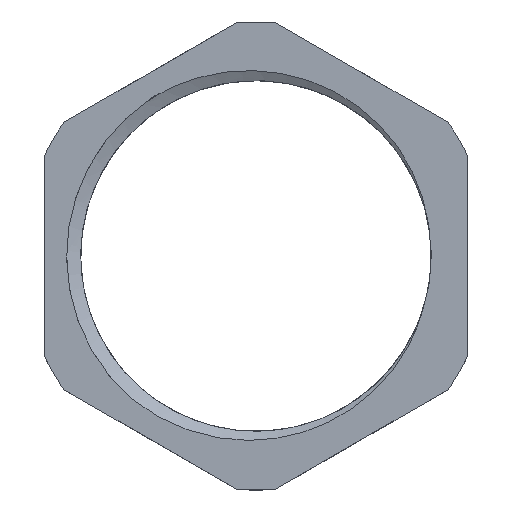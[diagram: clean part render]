
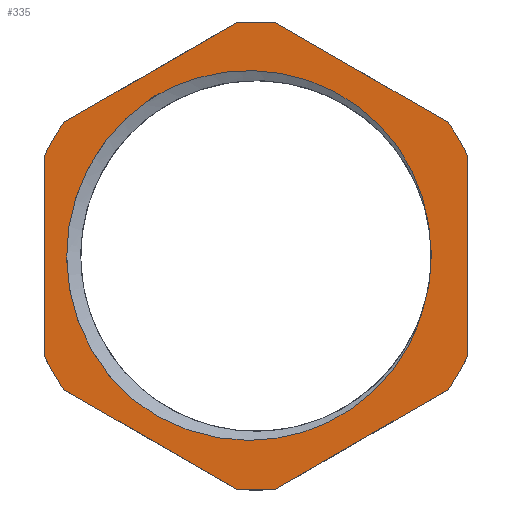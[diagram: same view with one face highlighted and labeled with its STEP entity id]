
A CAD part, top view. The second image highlights one B-rep face of the part: STEP entity #335.
In plain terms, the highlighted planar face has unit normal (0, 0, 1).
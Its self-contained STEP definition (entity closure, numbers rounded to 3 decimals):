
#16=FACE_BOUND('',#124,.T.);
#20=LINE('',#1020,#38);
#22=LINE('',#1025,#40);
#25=LINE('',#1036,#43);
#29=LINE('',#1053,#47);
#32=LINE('',#1064,#50);
#34=LINE('',#1069,#52);
#38=VECTOR('',#403,10.);
#40=VECTOR('',#407,10.);
#43=VECTOR('',#412,10.);
#47=VECTOR('',#418,10.);
#50=VECTOR('',#423,10.);
#52=VECTOR('',#427,10.);
#67=PLANE('',#364);
#70=CIRCLE('',#354,9.525);
#71=CIRCLE('',#356,10.286);
#73=CIRCLE('',#365,12.71);
#74=CIRCLE('',#366,12.71);
#75=CIRCLE('',#367,12.71);
#76=CIRCLE('',#368,12.71);
#77=CIRCLE('',#369,12.71);
#78=CIRCLE('',#370,12.71);
#104=FACE_OUTER_BOUND('',#123,.T.);
#123=EDGE_LOOP('',(#265,#266,#267,#268,#269,#270,#271,#272,#273,#274,#275,
#276));
#124=EDGE_LOOP('',(#277,#278,#279,#280));
#137=B_SPLINE_CURVE_WITH_KNOTS('',3,(#666,#667,#668,#669,#670,#671,#672,
#673,#674,#675,#676,#677,#678,#679,#680,#681),.UNSPECIFIED.,.F.,.F.,(4,
3,3,3,3,4),(-1.973,-1.917,-1.451,-0.976,
-0.492,0.),.UNSPECIFIED.);
#142=B_SPLINE_CURVE_WITH_KNOTS('',3,(#992,#993,#994,#995,#996,#997,#998,
#999,#1000,#1001,#1002,#1003,#1004,#1005,#1006,#1007),.UNSPECIFIED.,.F.,
 .F.,(4,3,3,3,3,4),(-1.969,-1.909,-1.42,
-0.938,-0.464,0.),.UNSPECIFIED.);
#145=VERTEX_POINT('',#633);
#146=VERTEX_POINT('',#665);
#148=VERTEX_POINT('',#716);
#150=VERTEX_POINT('',#906);
#153=VERTEX_POINT('',#1017);
#154=VERTEX_POINT('',#1019);
#155=VERTEX_POINT('',#1023);
#156=VERTEX_POINT('',#1024);
#159=VERTEX_POINT('',#1034);
#160=VERTEX_POINT('',#1035);
#165=VERTEX_POINT('',#1050);
#166=VERTEX_POINT('',#1052);
#169=VERTEX_POINT('',#1061);
#170=VERTEX_POINT('',#1063);
#171=VERTEX_POINT('',#1067);
#172=VERTEX_POINT('',#1068);
#178=EDGE_CURVE('',#145,#146,#137,.T.);
#182=EDGE_CURVE('',#148,#145,#70,.T.);
#185=EDGE_CURVE('',#150,#148,#142,.T.);
#186=EDGE_CURVE('',#150,#146,#71,.T.);
#190=EDGE_CURVE('',#154,#153,#20,.T.);
#192=EDGE_CURVE('',#155,#156,#22,.T.);
#196=EDGE_CURVE('',#159,#160,#25,.T.);
#202=EDGE_CURVE('',#166,#165,#29,.T.);
#206=EDGE_CURVE('',#170,#169,#32,.T.);
#208=EDGE_CURVE('',#171,#172,#34,.T.);
#212=EDGE_CURVE('',#153,#170,#73,.T.);
#213=EDGE_CURVE('',#169,#166,#74,.T.);
#214=EDGE_CURVE('',#165,#159,#75,.T.);
#215=EDGE_CURVE('',#160,#155,#76,.T.);
#216=EDGE_CURVE('',#156,#171,#77,.T.);
#217=EDGE_CURVE('',#172,#154,#78,.T.);
#265=ORIENTED_EDGE('',*,*,#190,.T.);
#266=ORIENTED_EDGE('',*,*,#212,.T.);
#267=ORIENTED_EDGE('',*,*,#206,.T.);
#268=ORIENTED_EDGE('',*,*,#213,.T.);
#269=ORIENTED_EDGE('',*,*,#202,.T.);
#270=ORIENTED_EDGE('',*,*,#214,.T.);
#271=ORIENTED_EDGE('',*,*,#196,.T.);
#272=ORIENTED_EDGE('',*,*,#215,.T.);
#273=ORIENTED_EDGE('',*,*,#192,.T.);
#274=ORIENTED_EDGE('',*,*,#216,.T.);
#275=ORIENTED_EDGE('',*,*,#208,.T.);
#276=ORIENTED_EDGE('',*,*,#217,.T.);
#277=ORIENTED_EDGE('',*,*,#186,.T.);
#278=ORIENTED_EDGE('',*,*,#178,.F.);
#279=ORIENTED_EDGE('',*,*,#182,.F.);
#280=ORIENTED_EDGE('',*,*,#185,.F.);
#335=ADVANCED_FACE('',(#104,#16),#67,.T.);
#354=AXIS2_PLACEMENT_3D('',#748,#392,#393);
#356=AXIS2_PLACEMENT_3D('',#1009,#396,#397);
#364=AXIS2_PLACEMENT_3D('',#1077,#430,#431);
#365=AXIS2_PLACEMENT_3D('',#1078,#432,#433);
#366=AXIS2_PLACEMENT_3D('',#1079,#434,#435);
#367=AXIS2_PLACEMENT_3D('',#1080,#436,#437);
#368=AXIS2_PLACEMENT_3D('',#1081,#438,#439);
#369=AXIS2_PLACEMENT_3D('',#1082,#440,#441);
#370=AXIS2_PLACEMENT_3D('',#1083,#442,#443);
#392=DIRECTION('center_axis',(0.,0.,1.));
#393=DIRECTION('ref_axis',(-1.,0.,0.));
#396=DIRECTION('center_axis',(0.,0.,-1.));
#397=DIRECTION('ref_axis',(-1.,0.,0.));
#403=DIRECTION('',(0.866,0.5,0.));
#407=DIRECTION('',(0.,-1.,0.));
#412=DIRECTION('',(-0.866,-0.5,0.));
#418=DIRECTION('',(-0.866,0.5,0.));
#423=DIRECTION('',(0.,1.,0.));
#427=DIRECTION('',(0.866,-0.5,0.));
#430=DIRECTION('center_axis',(0.,0.,1.));
#431=DIRECTION('ref_axis',(1.,0.,0.));
#432=DIRECTION('center_axis',(0.,0.,1.));
#433=DIRECTION('ref_axis',(1.,0.,0.));
#434=DIRECTION('center_axis',(0.,0.,1.));
#435=DIRECTION('ref_axis',(1.,0.,0.));
#436=DIRECTION('center_axis',(0.,0.,1.));
#437=DIRECTION('ref_axis',(1.,0.,0.));
#438=DIRECTION('center_axis',(0.,0.,1.));
#439=DIRECTION('ref_axis',(1.,0.,0.));
#440=DIRECTION('center_axis',(0.,0.,1.));
#441=DIRECTION('ref_axis',(1.,0.,0.));
#442=DIRECTION('center_axis',(0.,0.,1.));
#443=DIRECTION('ref_axis',(1.,0.,0.));
#633=CARTESIAN_POINT('',(9.374,1.689,3.01));
#665=CARTESIAN_POINT('',(-5.726,8.545,3.01));
#666=CARTESIAN_POINT('Ctrl Pts',(9.375,1.689,3.01));
#667=CARTESIAN_POINT('Ctrl Pts',(9.349,1.873,3.01));
#668=CARTESIAN_POINT('Ctrl Pts',(9.318,2.057,3.01));
#669=CARTESIAN_POINT('Ctrl Pts',(9.282,2.239,3.01));
#670=CARTESIAN_POINT('Ctrl Pts',(8.98,3.756,3.01));
#671=CARTESIAN_POINT('Ctrl Pts',(8.299,5.201,3.01));
#672=CARTESIAN_POINT('Ctrl Pts',(7.331,6.402,3.01));
#673=CARTESIAN_POINT('Ctrl Pts',(6.342,7.629,3.01));
#674=CARTESIAN_POINT('Ctrl Pts',(5.047,8.611,3.01));
#675=CARTESIAN_POINT('Ctrl Pts',(3.603,9.24,3.01));
#676=CARTESIAN_POINT('Ctrl Pts',(2.133,9.88,3.01));
#677=CARTESIAN_POINT('Ctrl Pts',(0.5,10.156,3.01));
#678=CARTESIAN_POINT('Ctrl Pts',(-1.102,10.042,3.01));
#679=CARTESIAN_POINT('Ctrl Pts',(-2.732,9.925,3.01));
#680=CARTESIAN_POINT('Ctrl Pts',(-4.33,9.407,3.01));
#681=CARTESIAN_POINT('Ctrl Pts',(-5.726,8.545,3.01));
#716=CARTESIAN_POINT('',(9.065,-2.923,3.01));
#748=CARTESIAN_POINT('Origin',(0.,0.,3.01));
#906=CARTESIAN_POINT('',(-6.814,-7.705,3.01));
#992=CARTESIAN_POINT('Ctrl Pts',(-6.814,-7.706,3.01));
#993=CARTESIAN_POINT('Ctrl Pts',(-6.66,-7.833,3.01));
#994=CARTESIAN_POINT('Ctrl Pts',(-6.501,-7.955,3.01));
#995=CARTESIAN_POINT('Ctrl Pts',(-6.339,-8.073,3.01));
#996=CARTESIAN_POINT('Ctrl Pts',(-5.018,-9.032,3.01));
#997=CARTESIAN_POINT('Ctrl Pts',(-3.459,-9.671,3.01));
#998=CARTESIAN_POINT('Ctrl Pts',(-1.849,-9.909,3.01));
#999=CARTESIAN_POINT('Ctrl Pts',(-0.265,-10.142,3.01));
#1000=CARTESIAN_POINT('Ctrl Pts',(1.381,-9.99,3.01));
#1001=CARTESIAN_POINT('Ctrl Pts',(2.892,-9.463,3.01));
#1002=CARTESIAN_POINT('Ctrl Pts',(4.376,-8.946,3.01));
#1003=CARTESIAN_POINT('Ctrl Pts',(5.738,-8.065,3.01));
#1004=CARTESIAN_POINT('Ctrl Pts',(6.813,-6.919,3.01));
#1005=CARTESIAN_POINT('Ctrl Pts',(7.869,-5.794,3.01));
#1006=CARTESIAN_POINT('Ctrl Pts',(8.65,-4.414,3.01));
#1007=CARTESIAN_POINT('Ctrl Pts',(9.065,-2.923,3.01));
#1009=CARTESIAN_POINT('Origin',(0.,0.,3.01));
#1017=CARTESIAN_POINT('',(10.437,-7.253,3.01));
#1019=CARTESIAN_POINT('',(1.063,-12.665,3.01));
#1020=CARTESIAN_POINT('',(10.839,-7.021,3.01));
#1023=CARTESIAN_POINT('',(-11.5,5.412,3.01));
#1024=CARTESIAN_POINT('',(-11.5,-5.412,3.01));
#1025=CARTESIAN_POINT('',(-11.5,-5.876,3.01));
#1034=CARTESIAN_POINT('',(-1.063,12.665,3.01));
#1035=CARTESIAN_POINT('',(-10.437,7.253,3.01));
#1036=CARTESIAN_POINT('',(-5.349,10.191,3.01));
#1050=CARTESIAN_POINT('',(1.063,12.665,3.01));
#1052=CARTESIAN_POINT('',(10.437,7.253,3.01));
#1053=CARTESIAN_POINT('',(8.896,8.143,3.01));
#1061=CARTESIAN_POINT('',(11.5,5.412,3.01));
#1063=CARTESIAN_POINT('',(11.5,-5.412,3.01));
#1064=CARTESIAN_POINT('',(11.5,-0.463,3.01));
#1067=CARTESIAN_POINT('',(-10.437,-7.253,3.01));
#1068=CARTESIAN_POINT('',(-1.063,-12.665,3.01));
#1069=CARTESIAN_POINT('',(2.083,-14.482,3.01));
#1077=CARTESIAN_POINT('Origin',(10.98,-6.339,3.01));
#1078=CARTESIAN_POINT('Origin',(0.,0.,3.01));
#1079=CARTESIAN_POINT('Origin',(0.,0.,3.01));
#1080=CARTESIAN_POINT('Origin',(0.,0.,3.01));
#1081=CARTESIAN_POINT('Origin',(0.,0.,3.01));
#1082=CARTESIAN_POINT('Origin',(0.,0.,3.01));
#1083=CARTESIAN_POINT('Origin',(0.,0.,3.01));
